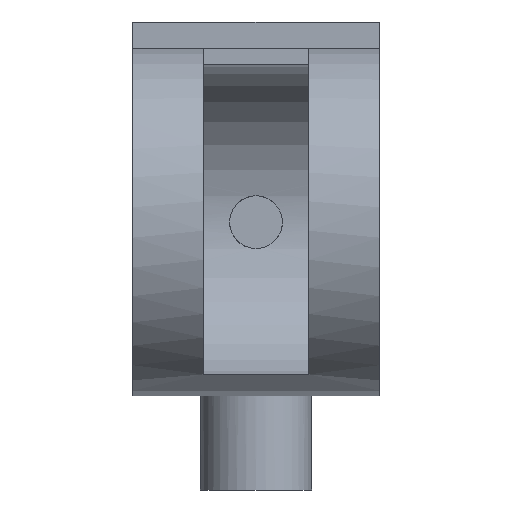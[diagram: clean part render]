
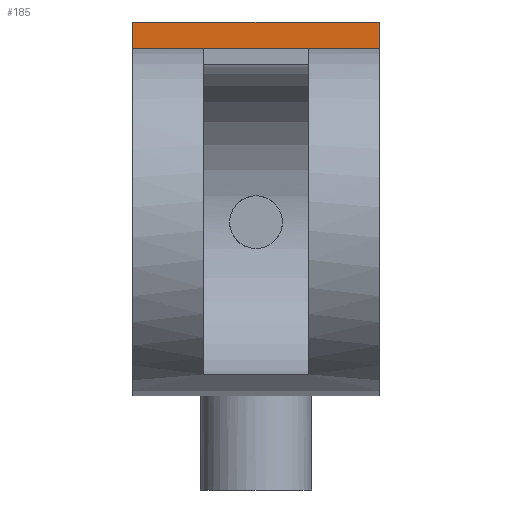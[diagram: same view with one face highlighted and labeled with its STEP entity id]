
A CAD part, front view. The second image highlights one B-rep face of the part: STEP entity #185.
In plain terms, the highlighted planar face has unit normal (0, -1, 0).
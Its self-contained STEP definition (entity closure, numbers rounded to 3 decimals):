
#56 = DIRECTION ( 'NONE',  ( -1., 0., 0. ) ) ;
#185 = ADVANCED_FACE ( 'NONE', ( #1166 ), #1163, .F. ) ;
#462 = EDGE_CURVE ( 'NONE', #2567, #2685, #633, .T. ) ;
#490 = VECTOR ( 'NONE', #56, 1000. ) ;
#504 = EDGE_CURVE ( 'NONE', #1636, #2567, #619, .T. ) ;
#612 = DIRECTION ( 'NONE',  ( -1., 0., 0. ) ) ;
#616 = CARTESIAN_POINT ( 'NONE',  ( 70., -9., 113.59 ) ) ;
#619 = LINE ( 'NONE', #616, #701 ) ;
#627 = DIRECTION ( 'NONE',  ( 0., 0., -1. ) ) ;
#628 = CARTESIAN_POINT ( 'NONE',  ( -70., -9., 113.59 ) ) ;
#633 = LINE ( 'NONE', #628, #758 ) ;
#701 = VECTOR ( 'NONE', #612, 1000. ) ;
#758 = VECTOR ( 'NONE', #627, 1000. ) ;
#782 = LINE ( 'NONE', #1806, #1123 ) ;
#870 = EDGE_LOOP ( 'NONE', ( #2345, #2344, #2341, #2335 ) ) ;
#1098 = CARTESIAN_POINT ( 'NONE',  ( 70., -9., 113.59 ) ) ;
#1123 = VECTOR ( 'NONE', #2832, 1000. ) ;
#1156 = DIRECTION ( 'NONE',  ( 0., 0., 1. ) ) ;
#1158 = DIRECTION ( 'NONE',  ( 0., 1., 0. ) ) ;
#1159 = CARTESIAN_POINT ( 'NONE',  ( 70., -9., 113.59 ) ) ;
#1163 = PLANE ( 'NONE',  #1352 ) ;
#1166 = FACE_OUTER_BOUND ( 'NONE', #870, .T. ) ;
#1352 = AXIS2_PLACEMENT_3D ( 'NONE', #1159, #1158, #1156 ) ;
#1361 = LINE ( 'NONE', #2372, #490 ) ;
#1623 = EDGE_CURVE ( 'NONE', #2491, #2685, #1361, .T. ) ;
#1636 = VERTEX_POINT ( 'NONE', #1098 ) ;
#1806 = CARTESIAN_POINT ( 'NONE',  ( 70., -9., 113.59 ) ) ;
#1841 = CARTESIAN_POINT ( 'NONE',  ( 70., -9., 98.59 ) ) ;
#2335 = ORIENTED_EDGE ( 'NONE', *, *, #504, .T. ) ;
#2341 = ORIENTED_EDGE ( 'NONE', *, *, #2706, .F. ) ;
#2344 = ORIENTED_EDGE ( 'NONE', *, *, #1623, .F. ) ;
#2345 = ORIENTED_EDGE ( 'NONE', *, *, #462, .T. ) ;
#2372 = CARTESIAN_POINT ( 'NONE',  ( 70., -9., 98.59 ) ) ;
#2491 = VERTEX_POINT ( 'NONE', #1841 ) ;
#2567 = VERTEX_POINT ( 'NONE', #3093 ) ;
#2685 = VERTEX_POINT ( 'NONE', #2998 ) ;
#2706 = EDGE_CURVE ( 'NONE', #1636, #2491, #782, .T. ) ;
#2832 = DIRECTION ( 'NONE',  ( 0., 0., -1. ) ) ;
#2998 = CARTESIAN_POINT ( 'NONE',  ( -70., -9., 98.59 ) ) ;
#3093 = CARTESIAN_POINT ( 'NONE',  ( -70., -9., 113.59 ) ) ;
